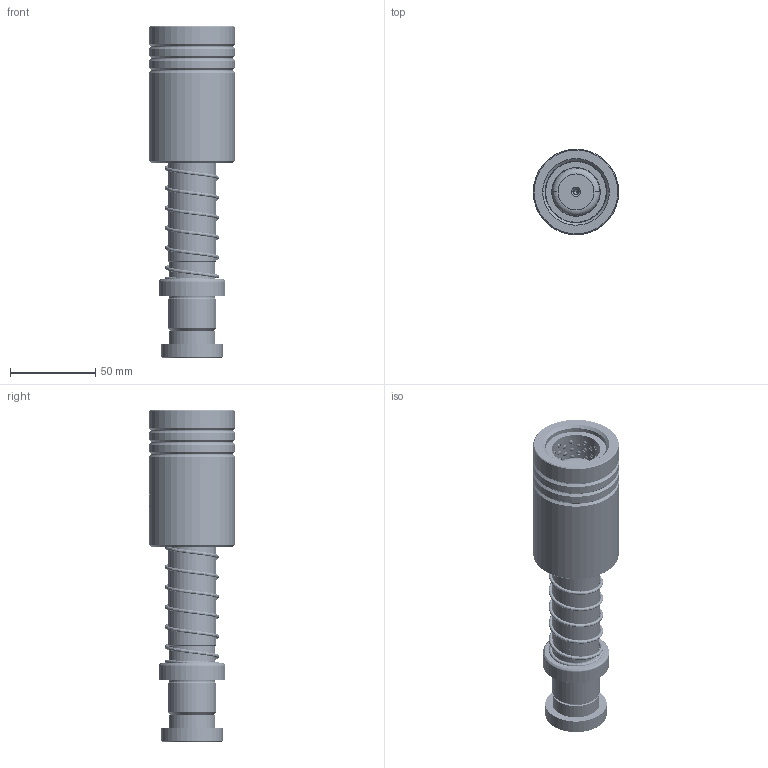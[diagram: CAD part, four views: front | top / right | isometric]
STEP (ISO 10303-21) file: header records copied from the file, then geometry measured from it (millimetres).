
FILE_DESCRIPTION (( 'STEP AP214' ), '1' );
FILE_NAME ('HBSH(HBJH)-D28-L140(BL-80).STEP', '2021-08-14T02:43:04', ( '' ), ( '' ), 'SwSTEP 2.0', 'SolidWorks 2016', '' );
FILE_SCHEMA (( 'AUTOMOTIVE_DESIGN' ));
Length unit declared in the file: millimetre
Products named in the file (301): BALL-D4; DRP-D28-L140; DRP蹟簽D28; HBSH(HBJH)-D28-L140(BL-80); HWP-D31.3-d28.5-L70; TBB-D50-d36-L80; BSH-35.5-28.5-L75; BSH-D35.5-28.5-L75郪蚾
Assembly tree (295 placements, depth 3):
  BALL-D4
  BALL-D4
  BALL-D4
  BALL-D4
  BALL-D4
Bounding box: 50 x 50 x 194.29 mm (x, y, z)
Volume: 209991.7 mm3; surface area: 90794.6 mm2
Topology: 291 solids, 291 shells, 1288 faces, 5549 edges, 3682 vertices
Faces by surface type: sphere 1144, cylinder 42, cone 40, torus 24, plane 24, bspline 14
Entity records: 59717 total; most frequent: CARTESIAN_POINT 35734, ORIENTED_EDGE 4216, DIRECTION 3612, EDGE_CURVE 2108, AXIS2_PLACEMENT_3D 1745, VERTEX_POINT 1382, EDGE_LOOP 1276, B_SPLINE_CURVE_WITH_KNOTS 1249
